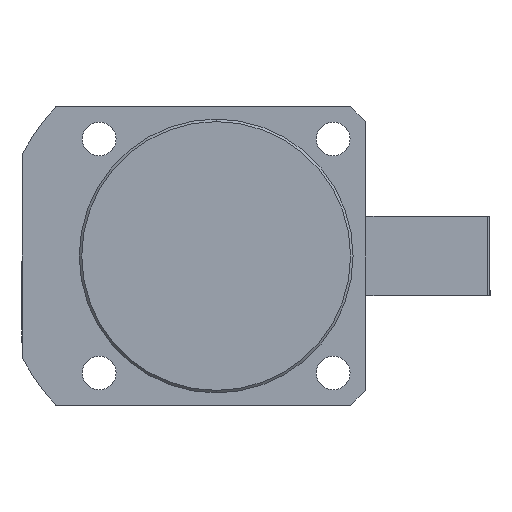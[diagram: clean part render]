
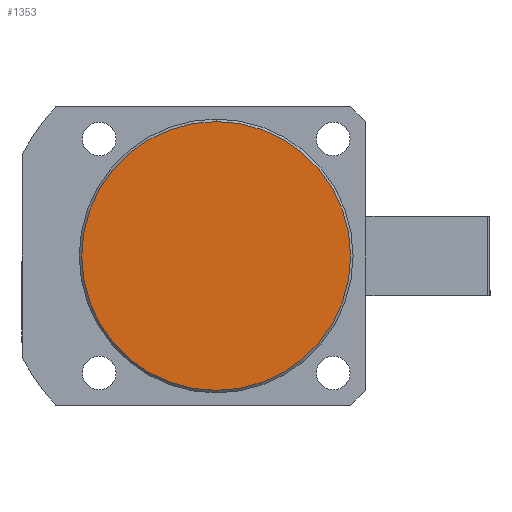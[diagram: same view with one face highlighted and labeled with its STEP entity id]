
A CAD part, front view. The second image highlights one B-rep face of the part: STEP entity #1353.
In plain terms, the highlighted planar face has unit normal (0, -1, 0).
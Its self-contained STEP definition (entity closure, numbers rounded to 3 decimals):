
#161 = AXIS2_PLACEMENT_3D ( 'NONE', #6362, #1786, #7123 ) ;
#564 = EDGE_CURVE ( 'NONE', #1197, #604, #2429, .T. ) ;
#604 = VERTEX_POINT ( 'NONE', #9819 ) ;
#830 = CIRCLE ( 'NONE', #161, 27. ) ;
#1197 = VERTEX_POINT ( 'NONE', #8700 ) ;
#1353 = ADVANCED_FACE ( 'NONE', ( #3225 ), #6157, .T. ) ;
#1780 = EDGE_CURVE ( 'NONE', #604, #1197, #830, .T. ) ;
#1786 = DIRECTION ( 'NONE',  ( 0., 1., 0. ) ) ;
#2429 = CIRCLE ( 'NONE', #3059, 27. ) ;
#2963 = ORIENTED_EDGE ( 'NONE', *, *, #1780, .F. ) ;
#3059 = AXIS2_PLACEMENT_3D ( 'NONE', #4504, #8266, #9088 ) ;
#3225 = FACE_OUTER_BOUND ( 'NONE', #9443, .T. ) ;
#4504 = CARTESIAN_POINT ( 'NONE',  ( 0., 0., 0. ) ) ;
#4527 = DIRECTION ( 'NONE',  ( 0., 0., -1. ) ) ;
#4694 = AXIS2_PLACEMENT_3D ( 'NONE', #5222, #5353, #4527 ) ;
#5222 = CARTESIAN_POINT ( 'NONE',  ( 22., 0., 0. ) ) ;
#5353 = DIRECTION ( 'NONE',  ( 0., -1., 0. ) ) ;
#6157 = PLANE ( 'NONE',  #4694 ) ;
#6362 = CARTESIAN_POINT ( 'NONE',  ( 0., 0., 0. ) ) ;
#7123 = DIRECTION ( 'NONE',  ( 0., 0., 1. ) ) ;
#8266 = DIRECTION ( 'NONE',  ( 0., 1., 0. ) ) ;
#8274 = ORIENTED_EDGE ( 'NONE', *, *, #564, .F. ) ;
#8700 = CARTESIAN_POINT ( 'NONE',  ( 0., 0., -27. ) ) ;
#9088 = DIRECTION ( 'NONE',  ( 0., 0., 1. ) ) ;
#9443 = EDGE_LOOP ( 'NONE', ( #2963, #8274 ) ) ;
#9819 = CARTESIAN_POINT ( 'NONE',  ( 0., 0., 27. ) ) ;
